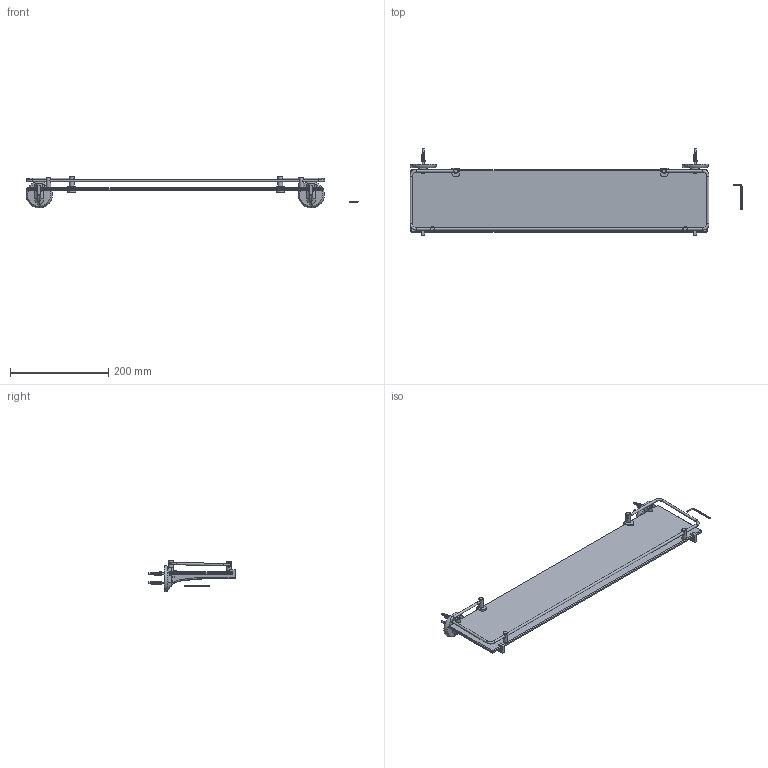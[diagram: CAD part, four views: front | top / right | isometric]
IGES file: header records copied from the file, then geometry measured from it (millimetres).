
Global section: file name: No Iges File Name specified; native system: Autodesk Inventor 2012; preprocessor: AutoDesk Inventor Iges Exporter R2012; author: sbajwa; date: 20130107.110825; units: millimetre
Bounding box: 676.44 x 176.44 x 64.96 mm (x, y, z)
Volume: 535725.6 mm3; surface area: 217681.1 mm2
Topology: 35 solids, 35 shells, 1449 faces, 3963 edges, 2566 vertices
Faces by surface type: plane 1010, revolution 158, cylinder 113, cone 86, bspline 34, torus 32, sphere 16
Full cylindrical faces by diameter (mm): 2.693 x4, 3 x6, 3.92 x4, 4 x4, 4.8 x5, 5.5 x4, 9.5 x4
